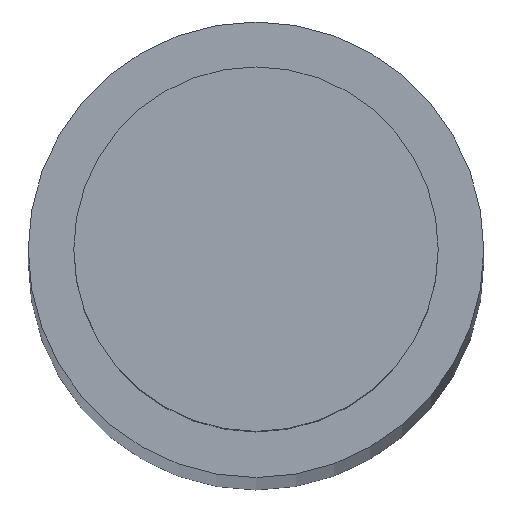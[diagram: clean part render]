
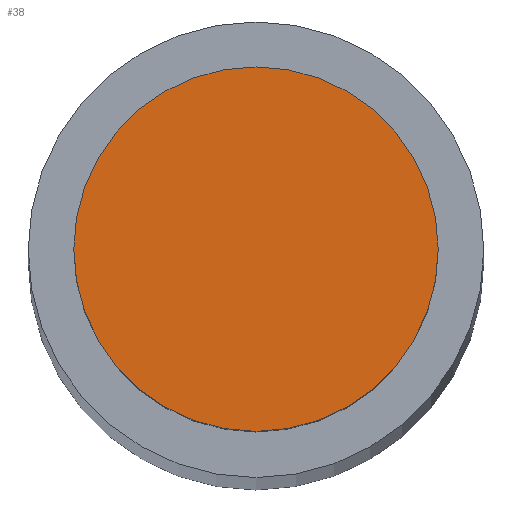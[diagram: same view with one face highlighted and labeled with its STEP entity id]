
A CAD part, top view. The second image highlights one B-rep face of the part: STEP entity #38.
In plain terms, the highlighted planar face has unit normal (0, 0, 1).
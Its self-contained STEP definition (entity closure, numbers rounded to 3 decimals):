
#1 = PLANE ( 'NONE',  #173 ) ;
#9 = VERTEX_POINT ( 'NONE', #197 ) ;
#12 = CIRCLE ( 'NONE', #90, 4. ) ;
#30 = DIRECTION ( 'NONE',  ( 0., 0., 1. ) ) ;
#38 = ADVANCED_FACE ( 'NONE', ( #44 ), #1, .T. ) ;
#43 = CARTESIAN_POINT ( 'NONE',  ( 0., 0., 86. ) ) ;
#44 = FACE_OUTER_BOUND ( 'NONE', #277, .T. ) ;
#75 = AXIS2_PLACEMENT_3D ( 'NONE', #131, #174, #133 ) ;
#90 = AXIS2_PLACEMENT_3D ( 'NONE', #144, #30, #279 ) ;
#91 = DIRECTION ( 'NONE',  ( 1., 0., 0. ) ) ;
#95 = EDGE_CURVE ( 'NONE', #210, #9, #221, .T. ) ;
#113 = CARTESIAN_POINT ( 'NONE',  ( 4., 0., 86. ) ) ;
#131 = CARTESIAN_POINT ( 'NONE',  ( 0., 0., 86. ) ) ;
#133 = DIRECTION ( 'NONE',  ( 1., 0., 0. ) ) ;
#144 = CARTESIAN_POINT ( 'NONE',  ( 0., 0., 86. ) ) ;
#146 = ORIENTED_EDGE ( 'NONE', *, *, #95, .T. ) ;
#147 = ORIENTED_EDGE ( 'NONE', *, *, #283, .T. ) ;
#173 = AXIS2_PLACEMENT_3D ( 'NONE', #43, #237, #91 ) ;
#174 = DIRECTION ( 'NONE',  ( 0., 0., 1. ) ) ;
#197 = CARTESIAN_POINT ( 'NONE',  ( -4., 0., 86. ) ) ;
#210 = VERTEX_POINT ( 'NONE', #113 ) ;
#221 = CIRCLE ( 'NONE', #75, 4. ) ;
#237 = DIRECTION ( 'NONE',  ( 0., 0., 1. ) ) ;
#277 = EDGE_LOOP ( 'NONE', ( #147, #146 ) ) ;
#279 = DIRECTION ( 'NONE',  ( 1., 0., 0. ) ) ;
#283 = EDGE_CURVE ( 'NONE', #9, #210, #12, .T. ) ;
